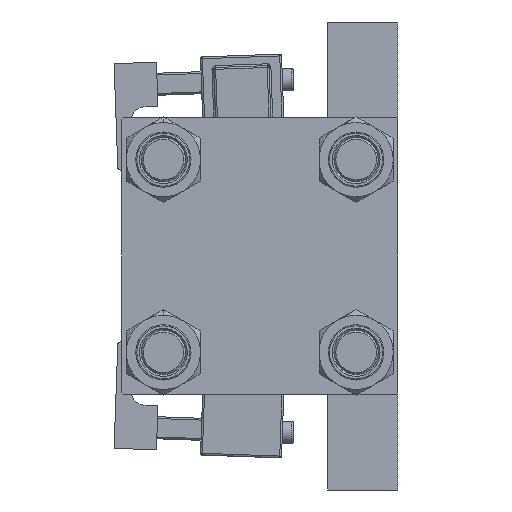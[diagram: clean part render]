
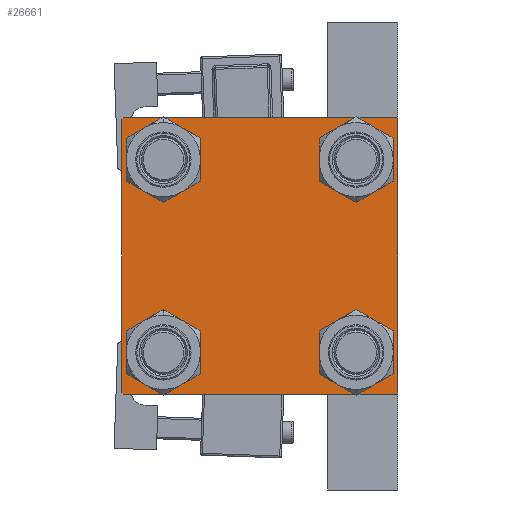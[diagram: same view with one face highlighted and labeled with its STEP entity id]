
A CAD part, left-side view. The second image highlights one B-rep face of the part: STEP entity #26661.
In plain terms, the highlighted planar face has unit normal (-1, 0, 0).
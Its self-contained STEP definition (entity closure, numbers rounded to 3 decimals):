
#1870 = CARTESIAN_POINT ( 'NONE',  ( 0., 26.15, 26.15 ) ) ;
#2079 = CARTESIAN_POINT ( 'NONE',  ( 0., -26.15, 26.15 ) ) ;
#2504 = EDGE_CURVE ( 'NONE', #41825, #45544, #44546, .T. ) ;
#2781 = EDGE_CURVE ( 'NONE', #46431, #22671, #35958, .T. ) ;
#3023 = CARTESIAN_POINT ( 'NONE',  ( 0., 0., 0. ) ) ;
#3529 = FACE_BOUND ( 'NONE', #25539, .T. ) ;
#3719 = VERTEX_POINT ( 'NONE', #26549 ) ;
#4106 = DIRECTION ( 'NONE',  ( 1., 0., 0. ) ) ;
#4253 = ORIENTED_EDGE ( 'NONE', *, *, #14637, .T. ) ;
#5155 = CARTESIAN_POINT ( 'NONE',  ( 0., -26.15, 32.65 ) ) ;
#5273 = EDGE_CURVE ( 'NONE', #42513, #44021, #11971, .T. ) ;
#5802 = CARTESIAN_POINT ( 'NONE',  ( 0., 26.15, -32.65 ) ) ;
#5842 = DIRECTION ( 'NONE',  ( 0., 0., 1. ) ) ;
#6476 = VECTOR ( 'NONE', #34252, 1000. ) ;
#6696 = DIRECTION ( 'NONE',  ( 0., 0., -1. ) ) ;
#6732 = LINE ( 'NONE', #6981, #6476 ) ;
#6981 = CARTESIAN_POINT ( 'NONE',  ( 0., 37.5, -37.5 ) ) ;
#7285 = CIRCLE ( 'NONE', #50447, 6.5 ) ;
#8770 = CARTESIAN_POINT ( 'NONE',  ( 0., 26.15, -26.15 ) ) ;
#9830 = VERTEX_POINT ( 'NONE', #33216 ) ;
#10107 = LINE ( 'NONE', #13483, #47054 ) ;
#10482 = CARTESIAN_POINT ( 'NONE',  ( 0., 37.25, 37.25 ) ) ;
#10573 = DIRECTION ( 'NONE',  ( 0., 0., 1. ) ) ;
#10756 = DIRECTION ( 'NONE',  ( 1., 0., 0. ) ) ;
#10853 = CARTESIAN_POINT ( 'NONE',  ( 0., -37., 37.5 ) ) ;
#10965 = ORIENTED_EDGE ( 'NONE', *, *, #35288, .T. ) ;
#10987 = LINE ( 'NONE', #27598, #33904 ) ;
#11239 = DIRECTION ( 'NONE',  ( 0., -0.707, -0.707 ) ) ;
#11971 = CIRCLE ( 'NONE', #49312, 6.5 ) ;
#13361 = DIRECTION ( 'NONE',  ( 0., -1., 0. ) ) ;
#13483 = CARTESIAN_POINT ( 'NONE',  ( 0., -37.25, 37.25 ) ) ;
#13589 = CARTESIAN_POINT ( 'NONE',  ( 0., 37.5, 37.5 ) ) ;
#14246 = DIRECTION ( 'NONE',  ( 0., 0.707, 0.707 ) ) ;
#14409 = VECTOR ( 'NONE', #20883, 1000. ) ;
#14637 = EDGE_CURVE ( 'NONE', #44021, #42513, #37915, .T. ) ;
#14638 = EDGE_CURVE ( 'NONE', #49075, #45544, #10107, .T. ) ;
#14882 = ORIENTED_EDGE ( 'NONE', *, *, #44430, .T. ) ;
#16401 = EDGE_CURVE ( 'NONE', #41579, #26125, #6732, .T. ) ;
#16455 = VERTEX_POINT ( 'NONE', #50110 ) ;
#16599 = AXIS2_PLACEMENT_3D ( 'NONE', #44820, #40911, #5842 ) ;
#17332 = CARTESIAN_POINT ( 'NONE',  ( 0., -26.15, -32.65 ) ) ;
#17367 = CIRCLE ( 'NONE', #41428, 6.5 ) ;
#17975 = VECTOR ( 'NONE', #30656, 1000. ) ;
#18952 = LINE ( 'NONE', #43110, #17975 ) ;
#20008 = EDGE_LOOP ( 'NONE', ( #33975, #27900, #38475, #35726, #24872, #31421, #26774, #10965 ) ) ;
#20016 = AXIS2_PLACEMENT_3D ( 'NONE', #3023, #50053, #10573 ) ;
#20883 = DIRECTION ( 'NONE',  ( 0., 0., -1. ) ) ;
#22671 = VERTEX_POINT ( 'NONE', #33454 ) ;
#22776 = DIRECTION ( 'NONE',  ( 1., 0., 0. ) ) ;
#23537 = FACE_OUTER_BOUND ( 'NONE', #20008, .T. ) ;
#23676 = AXIS2_PLACEMENT_3D ( 'NONE', #43202, #10756, #26600 ) ;
#24157 = EDGE_CURVE ( 'NONE', #9830, #41048, #48172, .T. ) ;
#24231 = VERTEX_POINT ( 'NONE', #5802 ) ;
#24722 = ORIENTED_EDGE ( 'NONE', *, *, #38491, .T. ) ;
#24872 = ORIENTED_EDGE ( 'NONE', *, *, #45520, .F. ) ;
#25539 = EDGE_LOOP ( 'NONE', ( #4253, #40198 ) ) ;
#25780 = CARTESIAN_POINT ( 'NONE',  ( 0., -37., -37.5 ) ) ;
#26011 = CARTESIAN_POINT ( 'NONE',  ( 0., 26.15, 26.15 ) ) ;
#26125 = VERTEX_POINT ( 'NONE', #25780 ) ;
#26333 = DIRECTION ( 'NONE',  ( 0., 0.707, -0.707 ) ) ;
#26549 = CARTESIAN_POINT ( 'NONE',  ( 0., 26.15, -19.65 ) ) ;
#26600 = DIRECTION ( 'NONE',  ( 0., 0., 1. ) ) ;
#26661 = ADVANCED_FACE ( 'NONE', ( #39105, #3529, #46156, #43274, #23537 ), #39363, .T. ) ;
#26774 = ORIENTED_EDGE ( 'NONE', *, *, #2504, .F. ) ;
#27067 = CARTESIAN_POINT ( 'NONE',  ( 0., -37.5, -37. ) ) ;
#27598 = CARTESIAN_POINT ( 'NONE',  ( 0., 37.25, -37.25 ) ) ;
#27780 = ORIENTED_EDGE ( 'NONE', *, *, #47440, .T. ) ;
#27900 = ORIENTED_EDGE ( 'NONE', *, *, #46363, .T. ) ;
#29328 = VECTOR ( 'NONE', #13361, 1000. ) ;
#30166 = ORIENTED_EDGE ( 'NONE', *, *, #48150, .T. ) ;
#30656 = DIRECTION ( 'NONE',  ( 0., -0.707, 0.707 ) ) ;
#30658 = EDGE_CURVE ( 'NONE', #24231, #3719, #32617, .T. ) ;
#31083 = DIRECTION ( 'NONE',  ( 0., 0., 1. ) ) ;
#31421 = ORIENTED_EDGE ( 'NONE', *, *, #14638, .T. ) ;
#31883 = DIRECTION ( 'NONE',  ( 0., 0., 1. ) ) ;
#31943 = VECTOR ( 'NONE', #26333, 1000. ) ;
#32617 = CIRCLE ( 'NONE', #38419, 6.5 ) ;
#33216 = CARTESIAN_POINT ( 'NONE',  ( 0., 37.5, 37. ) ) ;
#33454 = CARTESIAN_POINT ( 'NONE',  ( 0., 26.15, 32.65 ) ) ;
#33548 = DIRECTION ( 'NONE',  ( 1., 0., 0. ) ) ;
#33765 = DIRECTION ( 'NONE',  ( 1., 0., 0. ) ) ;
#33904 = VECTOR ( 'NONE', #11239, 1000. ) ;
#33975 = ORIENTED_EDGE ( 'NONE', *, *, #24157, .T. ) ;
#34209 = EDGE_LOOP ( 'NONE', ( #24722, #41784 ) ) ;
#34252 = DIRECTION ( 'NONE',  ( 0., -1., 0. ) ) ;
#35288 = EDGE_CURVE ( 'NONE', #41825, #9830, #42405, .T. ) ;
#35361 = CARTESIAN_POINT ( 'NONE',  ( 0., 37.5, -37. ) ) ;
#35726 = ORIENTED_EDGE ( 'NONE', *, *, #42047, .T. ) ;
#35747 = CARTESIAN_POINT ( 'NONE',  ( 0., 37., -37.5 ) ) ;
#35958 = CIRCLE ( 'NONE', #47568, 6.5 ) ;
#37374 = DIRECTION ( 'NONE',  ( 1., 0., 0. ) ) ;
#37614 = LINE ( 'NONE', #45923, #48810 ) ;
#37915 = CIRCLE ( 'NONE', #44564, 6.5 ) ;
#38419 = AXIS2_PLACEMENT_3D ( 'NONE', #8770, #4106, #31883 ) ;
#38475 = ORIENTED_EDGE ( 'NONE', *, *, #16401, .T. ) ;
#38491 = EDGE_CURVE ( 'NONE', #3719, #24231, #38562, .T. ) ;
#38562 = CIRCLE ( 'NONE', #23676, 6.5 ) ;
#38870 = CARTESIAN_POINT ( 'NONE',  ( 0., -26.15, -26.15 ) ) ;
#39105 = FACE_BOUND ( 'NONE', #48504, .T. ) ;
#39363 = PLANE ( 'NONE',  #20016 ) ;
#39794 = CARTESIAN_POINT ( 'NONE',  ( 0., 37., 37.5 ) ) ;
#40198 = ORIENTED_EDGE ( 'NONE', *, *, #5273, .T. ) ;
#40795 = EDGE_LOOP ( 'NONE', ( #27780, #41839 ) ) ;
#40911 = DIRECTION ( 'NONE',  ( 1., 0., 0. ) ) ;
#41048 = VERTEX_POINT ( 'NONE', #35361 ) ;
#41076 = DIRECTION ( 'NONE',  ( 0., 0., 1. ) ) ;
#41147 = CARTESIAN_POINT ( 'NONE',  ( 0., 37.5, 37.5 ) ) ;
#41428 = AXIS2_PLACEMENT_3D ( 'NONE', #26011, #44984, #41076 ) ;
#41459 = VERTEX_POINT ( 'NONE', #5155 ) ;
#41579 = VERTEX_POINT ( 'NONE', #35747 ) ;
#41784 = ORIENTED_EDGE ( 'NONE', *, *, #30658, .T. ) ;
#41825 = VERTEX_POINT ( 'NONE', #39794 ) ;
#41839 = ORIENTED_EDGE ( 'NONE', *, *, #2781, .T. ) ;
#42047 = EDGE_CURVE ( 'NONE', #26125, #49579, #18952, .T. ) ;
#42405 = LINE ( 'NONE', #10482, #31943 ) ;
#42513 = VERTEX_POINT ( 'NONE', #17332 ) ;
#43110 = CARTESIAN_POINT ( 'NONE',  ( 0., -37.25, -37.25 ) ) ;
#43202 = CARTESIAN_POINT ( 'NONE',  ( 0., 26.15, -26.15 ) ) ;
#43274 = FACE_BOUND ( 'NONE', #40795, .T. ) ;
#44021 = VERTEX_POINT ( 'NONE', #48394 ) ;
#44430 = EDGE_CURVE ( 'NONE', #41459, #16455, #7285, .T. ) ;
#44546 = LINE ( 'NONE', #41147, #29328 ) ;
#44564 = AXIS2_PLACEMENT_3D ( 'NONE', #45936, #37374, #49331 ) ;
#44820 = CARTESIAN_POINT ( 'NONE',  ( 0., -26.15, 26.15 ) ) ;
#44984 = DIRECTION ( 'NONE',  ( 1., 0., 0. ) ) ;
#45520 = EDGE_CURVE ( 'NONE', #49075, #49579, #37614, .T. ) ;
#45544 = VERTEX_POINT ( 'NONE', #10853 ) ;
#45923 = CARTESIAN_POINT ( 'NONE',  ( 0., -37.5, 37.5 ) ) ;
#45936 = CARTESIAN_POINT ( 'NONE',  ( 0., -26.15, -26.15 ) ) ;
#46156 = FACE_BOUND ( 'NONE', #34209, .T. ) ;
#46317 = CARTESIAN_POINT ( 'NONE',  ( 0., 26.15, 19.65 ) ) ;
#46363 = EDGE_CURVE ( 'NONE', #41048, #41579, #10987, .T. ) ;
#46431 = VERTEX_POINT ( 'NONE', #46317 ) ;
#47054 = VECTOR ( 'NONE', #14246, 1000. ) ;
#47440 = EDGE_CURVE ( 'NONE', #22671, #46431, #17367, .T. ) ;
#47568 = AXIS2_PLACEMENT_3D ( 'NONE', #1870, #33548, #48636 ) ;
#47693 = CARTESIAN_POINT ( 'NONE',  ( 0., -37.5, 37. ) ) ;
#48150 = EDGE_CURVE ( 'NONE', #16455, #41459, #48892, .T. ) ;
#48172 = LINE ( 'NONE', #13589, #14409 ) ;
#48394 = CARTESIAN_POINT ( 'NONE',  ( 0., -26.15, -19.65 ) ) ;
#48504 = EDGE_LOOP ( 'NONE', ( #14882, #30166 ) ) ;
#48636 = DIRECTION ( 'NONE',  ( 0., 0., 1. ) ) ;
#48810 = VECTOR ( 'NONE', #6696, 1000. ) ;
#48892 = CIRCLE ( 'NONE', #16599, 6.5 ) ;
#49075 = VERTEX_POINT ( 'NONE', #47693 ) ;
#49312 = AXIS2_PLACEMENT_3D ( 'NONE', #38870, #22776, #31083 ) ;
#49331 = DIRECTION ( 'NONE',  ( 0., 0., 1. ) ) ;
#49579 = VERTEX_POINT ( 'NONE', #27067 ) ;
#49621 = DIRECTION ( 'NONE',  ( 0., 0., 1. ) ) ;
#50053 = DIRECTION ( 'NONE',  ( -1., 0., 0. ) ) ;
#50110 = CARTESIAN_POINT ( 'NONE',  ( 0., -26.15, 19.65 ) ) ;
#50447 = AXIS2_PLACEMENT_3D ( 'NONE', #2079, #33765, #49621 ) ;
